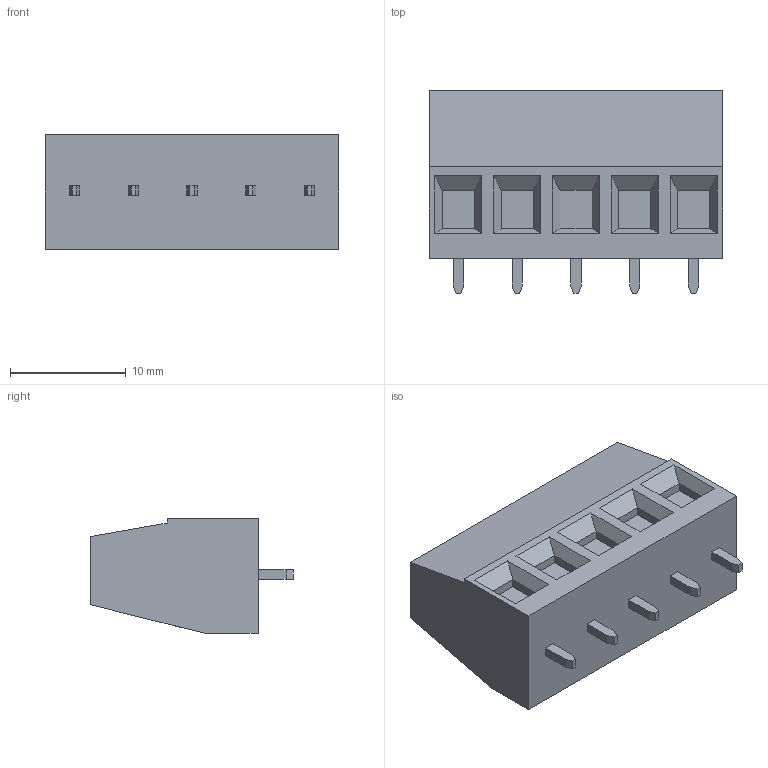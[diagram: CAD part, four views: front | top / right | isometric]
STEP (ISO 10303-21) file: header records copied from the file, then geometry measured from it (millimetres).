
FILE_DESCRIPTION(('FreeCAD Model'),'2;1');
FILE_NAME('terminal_block_5.stp' ,'2018-04-14T10:52:40',('Author'),(''), 'Open CASCADE STEP processor 7.1','FreeCAD','Unknown');
FILE_SCHEMA(('AUTOMOTIVE_DESIGN { 1 0 10303 214 1 1 1 1 }'));
Length unit declared in the file: millimetre
Products named in the file (3): COMPOUND; SOLID; _95443005
Assembly tree (2 placements, depth 2):
  _95443005
    SOLID
    COMPOUND
Bounding box: 25.4 x 17.53 x 9.91 mm (x, y, z)
Volume: 2878.7 mm3; surface area: 2125.6 mm2
Topology: 1 solids, 1 shells, 334 faces, 866 edges, 604 vertices
Faces by surface type: plane 224, cylinder 50, torus 50, cone 10
Entity records: 12821 total; most frequent: CARTESIAN_POINT 2007, DIRECTION 1750, ORIENTED_EDGE 1702, EDGE_CURVE 851, AXIS2_PLACEMENT_3D 587, LINE 576, VECTOR 576, VERTEX_POINT 544
